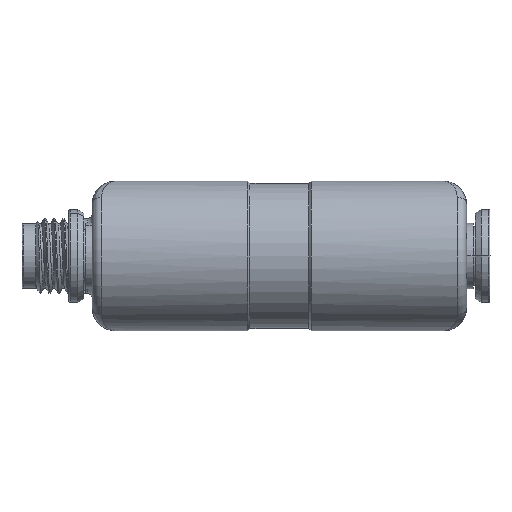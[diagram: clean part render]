
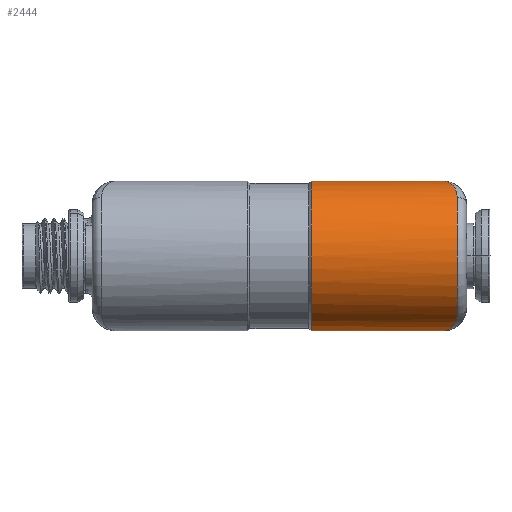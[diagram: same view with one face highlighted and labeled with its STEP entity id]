
A CAD part, front view. The second image highlights one B-rep face of the part: STEP entity #2444.
In plain terms, the highlighted cylindrical face has radius 8 mm (diameter 16 mm), a partial arc.
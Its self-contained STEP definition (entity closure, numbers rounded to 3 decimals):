
#2 = CARTESIAN_POINT ( 'NONE',  ( 19., -4.58, -6.576 ) ) ;
#105 = CARTESIAN_POINT ( 'NONE',  ( 3.4, 0., 0. ) ) ;
#419 = CIRCLE ( 'NONE', #7272, 8. ) ;
#470 = ORIENTED_EDGE ( 'NONE', *, *, #4465, .T. ) ;
#558 = EDGE_LOOP ( 'NONE', ( #9142, #470, #909, #620, #10868, #8512 ) ) ;
#620 = ORIENTED_EDGE ( 'NONE', *, *, #6027, .F. ) ;
#688 = CARTESIAN_POINT ( 'NONE',  ( 19., -4.949, 6.286 ) ) ;
#886 = CARTESIAN_POINT ( 'NONE',  ( 17.5, 0., 8. ) ) ;
#909 = ORIENTED_EDGE ( 'NONE', *, *, #7997, .F. ) ;
#945 = VERTEX_POINT ( 'NONE', #5589 ) ;
#1015 = CARTESIAN_POINT ( 'NONE',  ( 18.184, -1.721, 7.825 ) ) ;
#1222 = DIRECTION ( 'NONE',  ( -1., 0., 0. ) ) ;
#1306 = DIRECTION ( 'NONE',  ( 0., 0., 1. ) ) ;
#1326 = CARTESIAN_POINT ( 'NONE',  ( 19., -4.949, -6.286 ) ) ;
#1385 = CIRCLE ( 'NONE', #2365, 8. ) ;
#1561 = VERTEX_POINT ( 'NONE', #688 ) ;
#1587 = VERTEX_POINT ( 'NONE', #6274 ) ;
#1678 = DIRECTION ( 'NONE',  ( 1., 0., 0. ) ) ;
#1855 = CARTESIAN_POINT ( 'NONE',  ( 18.939, -4.195, -6.827 ) ) ;
#2124 = CARTESIAN_POINT ( 'NONE',  ( 17.933, -1.078, 7.93 ) ) ;
#2365 = AXIS2_PLACEMENT_3D ( 'NONE', #105, #1222, #10309 ) ;
#2433 = DIRECTION ( 'NONE',  ( 1., 0., 0. ) ) ;
#2444 = ADVANCED_FACE ( 'NONE', ( #2555 ), #9991, .T. ) ;
#2528 = DIRECTION ( 'NONE',  ( 1., 0., 0. ) ) ;
#2555 = FACE_OUTER_BOUND ( 'NONE', #558, .T. ) ;
#2772 = CARTESIAN_POINT ( 'NONE',  ( 18.626, -2.978, -7.438 ) ) ;
#2776 = EDGE_CURVE ( 'NONE', #945, #5863, #7148, .T. ) ;
#3689 = CARTESIAN_POINT ( 'NONE',  ( 17.85, -0.863, -7.965 ) ) ;
#4018 = CARTESIAN_POINT ( 'NONE',  ( 19., 0., 0. ) ) ;
#4028 = CARTESIAN_POINT ( 'NONE',  ( 3.4, 0., 8. ) ) ;
#4465 = EDGE_CURVE ( 'NONE', #1561, #1587, #10849, .T. ) ;
#4561 = CARTESIAN_POINT ( 'NONE',  ( 17.675, -0.432, -8. ) ) ;
#4745 = CARTESIAN_POINT ( 'NONE',  ( 19., -4.949, -6.286 ) ) ;
#5589 = CARTESIAN_POINT ( 'NONE',  ( 3.4, 0., -8. ) ) ;
#5669 = AXIS2_PLACEMENT_3D ( 'NONE', #11024, #2433, #6179 ) ;
#5801 = VERTEX_POINT ( 'NONE', #1326 ) ;
#5863 = VERTEX_POINT ( 'NONE', #5936 ) ;
#5868 = CARTESIAN_POINT ( 'NONE',  ( 17.675, -0.432, 7.991 ) ) ;
#5913 = DIRECTION ( 'NONE',  ( -1., 0., 0. ) ) ;
#5936 = CARTESIAN_POINT ( 'NONE',  ( 17.5, 0., -8. ) ) ;
#6027 = EDGE_CURVE ( 'NONE', #945, #6273, #1385, .T. ) ;
#6123 = VECTOR ( 'NONE', #2528, 1000. ) ;
#6179 = DIRECTION ( 'NONE',  ( 0., 0., -1. ) ) ;
#6273 = VERTEX_POINT ( 'NONE', #4028 ) ;
#6274 = CARTESIAN_POINT ( 'NONE',  ( 17.5, 0., 8. ) ) ;
#6602 = EDGE_CURVE ( 'NONE', #5863, #5801, #9022, .T. ) ;
#6661 = CARTESIAN_POINT ( 'NONE',  ( 18.626, -2.978, 7.438 ) ) ;
#7148 = LINE ( 'NONE', #9917, #11169 ) ;
#7190 = LINE ( 'NONE', #10940, #6123 ) ;
#7272 = AXIS2_PLACEMENT_3D ( 'NONE', #4018, #5913, #1306 ) ;
#7442 = CARTESIAN_POINT ( 'NONE',  ( 18.184, -1.721, -7.825 ) ) ;
#7463 = CARTESIAN_POINT ( 'NONE',  ( 17.587, -0.215, 8. ) ) ;
#7526 = CARTESIAN_POINT ( 'NONE',  ( 18.752, -3.39, 7.261 ) ) ;
#7584 = CARTESIAN_POINT ( 'NONE',  ( 19., -4.58, 6.576 ) ) ;
#7997 = EDGE_CURVE ( 'NONE', #6273, #1587, #7190, .T. ) ;
#8386 = CARTESIAN_POINT ( 'NONE',  ( 19., -4.949, 6.286 ) ) ;
#8512 = ORIENTED_EDGE ( 'NONE', *, *, #6602, .T. ) ;
#8942 = EDGE_CURVE ( 'NONE', #5801, #1561, #419, .T. ) ;
#9022 = B_SPLINE_CURVE_WITH_KNOTS ( 'NONE', 3,
 ( #9223, #4561, #3689, #7442, #11192, #2772, #10270, #1855, #2, #4745 ),
 .UNSPECIFIED., .F., .F.,
 ( 4, 2, 2, 2, 4 ),
 ( 0., 0.001, 0.003, 0.004, 0.006 ),
 .UNSPECIFIED. ) ;
#9142 = ORIENTED_EDGE ( 'NONE', *, *, #8942, .T. ) ;
#9223 = CARTESIAN_POINT ( 'NONE',  ( 17.5, 0., -8. ) ) ;
#9917 = CARTESIAN_POINT ( 'NONE',  ( -20., 0., -8. ) ) ;
#9991 = CYLINDRICAL_SURFACE ( 'NONE', #5669, 8. ) ;
#10270 = CARTESIAN_POINT ( 'NONE',  ( 18.752, -3.39, -7.261 ) ) ;
#10309 = DIRECTION ( 'NONE',  ( 0., 0., -1. ) ) ;
#10412 = CARTESIAN_POINT ( 'NONE',  ( 18.939, -4.195, 6.827 ) ) ;
#10849 = B_SPLINE_CURVE_WITH_KNOTS ( 'NONE', 3,
 ( #8386, #7584, #10412, #7526, #6661, #11279, #1015, #2124, #11336, #5868, #7463, #886 ),
 .UNSPECIFIED., .F., .F.,
 ( 4, 2, 2, 2, 2, 4 ),
 ( 0., 0.001, 0.003, 0.004, 0.005, 0.006 ),
 .UNSPECIFIED. ) ;
#10868 = ORIENTED_EDGE ( 'NONE', *, *, #2776, .T. ) ;
#10940 = CARTESIAN_POINT ( 'NONE',  ( -20., 0., 8. ) ) ;
#11024 = CARTESIAN_POINT ( 'NONE',  ( -20., 0., 0. ) ) ;
#11169 = VECTOR ( 'NONE', #1678, 1000. ) ;
#11192 = CARTESIAN_POINT ( 'NONE',  ( 18.344, -2.146, -7.719 ) ) ;
#11279 = CARTESIAN_POINT ( 'NONE',  ( 18.344, -2.146, 7.719 ) ) ;
#11336 = CARTESIAN_POINT ( 'NONE',  ( 17.848, -0.863, 7.956 ) ) ;
